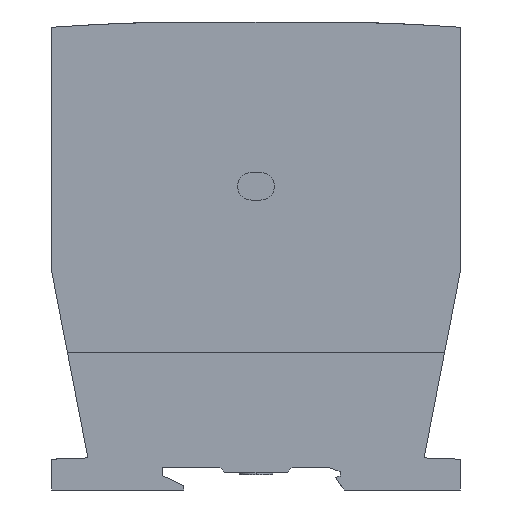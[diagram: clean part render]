
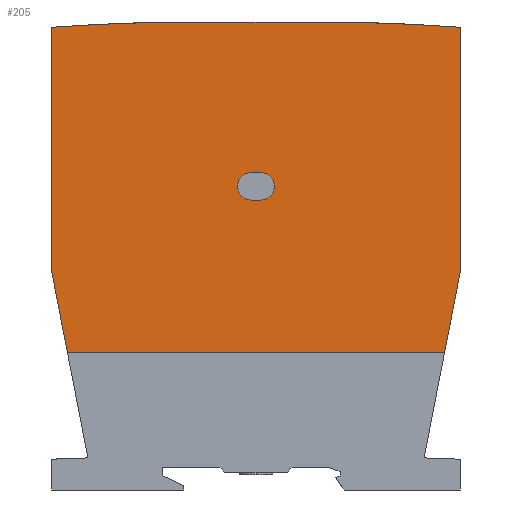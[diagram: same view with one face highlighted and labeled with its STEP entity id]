
A CAD part, left-side view. The second image highlights one B-rep face of the part: STEP entity #205.
In plain terms, the highlighted planar face has unit normal (-1, 0, 0).
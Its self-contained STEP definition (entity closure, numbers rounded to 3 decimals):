
#205 = ADVANCED_FACE( '', ( #874, #875 ), #876, .F. );
#874 = FACE_BOUND( '', #2015, .T. );
#875 = FACE_OUTER_BOUND( '', #2016, .T. );
#876 = PLANE( '', #2017 );
#2015 = EDGE_LOOP( '', ( #3928, #3929, #3930, #3931 ) );
#2016 = EDGE_LOOP( '', ( #3932, #3933, #3934, #3935, #3936, #3937, #3938, #3939 ) );
#2017 = AXIS2_PLACEMENT_3D( '', #3940, #3941, #3942 );
#3928 = ORIENTED_EDGE( '', *, *, #7662, .T. );
#3929 = ORIENTED_EDGE( '', *, *, #7671, .T. );
#3930 = ORIENTED_EDGE( '', *, *, #7668, .T. );
#3931 = ORIENTED_EDGE( '', *, *, #7665, .T. );
#3932 = ORIENTED_EDGE( '', *, *, #7672, .F. );
#3933 = ORIENTED_EDGE( '', *, *, #7673, .F. );
#3934 = ORIENTED_EDGE( '', *, *, #7674, .F. );
#3935 = ORIENTED_EDGE( '', *, *, #7675, .F. );
#3936 = ORIENTED_EDGE( '', *, *, #7497, .F. );
#3937 = ORIENTED_EDGE( '', *, *, #7500, .F. );
#3938 = ORIENTED_EDGE( '', *, *, #7676, .F. );
#3939 = ORIENTED_EDGE( '', *, *, #7677, .F. );
#3940 = CARTESIAN_POINT( '', ( -13., 0., 0. ) );
#3941 = DIRECTION( '', ( 1., 0., 0. ) );
#3942 = DIRECTION( '', ( 0., 0., -1. ) );
#7497 = EDGE_CURVE( '', #9115, #9117, #9118, .T. );
#7500 = EDGE_CURVE( '', #9120, #9115, #9122, .T. );
#7662 = EDGE_CURVE( '', #9385, #9383, #9386, .T. );
#7665 = EDGE_CURVE( '', #9390, #9385, #9391, .T. );
#7668 = EDGE_CURVE( '', #9395, #9390, #9396, .T. );
#7671 = EDGE_CURVE( '', #9383, #9395, #9399, .T. );
#7672 = EDGE_CURVE( '', #9400, #9401, #9402, .T. );
#7673 = EDGE_CURVE( '', #9403, #9400, #9404, .T. );
#7674 = EDGE_CURVE( '', #9405, #9403, #9406, .T. );
#7675 = EDGE_CURVE( '', #9117, #9405, #9407, .T. );
#7676 = EDGE_CURVE( '', #9408, #9120, #9409, .T. );
#7677 = EDGE_CURVE( '', #9401, #9408, #9410, .T. );
#9115 = VERTEX_POINT( '', #12036 );
#9117 = VERTEX_POINT( '', #12039 );
#9118 = LINE( '', #12040, #12041 );
#9120 = VERTEX_POINT( '', #12044 );
#9122 = LINE( '', #12047, #12048 );
#9383 = VERTEX_POINT( '', #12522 );
#9385 = VERTEX_POINT( '', #12525 );
#9386 = CIRCLE( '', #12526, 2.85 );
#9390 = VERTEX_POINT( '', #12532 );
#9391 = LINE( '', #12533, #12534 );
#9395 = VERTEX_POINT( '', #12539 );
#9396 = CIRCLE( '', #12540, 2.85 );
#9399 = LINE( '', #12545, #12546 );
#9400 = VERTEX_POINT( '', #12547 );
#9401 = VERTEX_POINT( '', #12548 );
#9402 = CIRCLE( '', #12549, 410. );
#9403 = VERTEX_POINT( '', #12550 );
#9404 = LINE( '', #12551, #12552 );
#9405 = VERTEX_POINT( '', #12553 );
#9406 = CIRCLE( '', #12554, 410. );
#9407 = LINE( '', #12555, #12556 );
#9408 = VERTEX_POINT( '', #12557 );
#9409 = LINE( '', #12558, #12559 );
#9410 = LINE( '', #12560, #12561 );
#12036 = CARTESIAN_POINT( '', ( -13., 39.244, 24.9 ) );
#12039 = CARTESIAN_POINT( '', ( -13., 42.5, 41.7 ) );
#12040 = CARTESIAN_POINT( '', ( -13., 39.244, 24.9 ) );
#12041 = VECTOR( '', #15739, 1. );
#12044 = CARTESIAN_POINT( '', ( -13., -39.244, 24.9 ) );
#12047 = CARTESIAN_POINT( '', ( -13., -39.244, 24.9 ) );
#12048 = VECTOR( '', #15742, 1. );
#12522 = CARTESIAN_POINT( '', ( -13., 1., 62.35 ) );
#12525 = CARTESIAN_POINT( '', ( -13., 1., 56.65 ) );
#12526 = AXIS2_PLACEMENT_3D( '', #15922, #15923, #15924 );
#12532 = CARTESIAN_POINT( '', ( -13., -1., 56.65 ) );
#12533 = CARTESIAN_POINT( '', ( -13., 0.5, 56.65 ) );
#12534 = VECTOR( '', #15927, 1. );
#12539 = CARTESIAN_POINT( '', ( -13., -1., 62.35 ) );
#12540 = AXIS2_PLACEMENT_3D( '', #15932, #15933, #15934 );
#12545 = CARTESIAN_POINT( '', ( -13., -0.5, 62.35 ) );
#12546 = VECTOR( '', #15937, 1. );
#12547 = CARTESIAN_POINT( '', ( -13., -12.5, 93.7 ) );
#12548 = CARTESIAN_POINT( '', ( -13., -42.5, 92.601 ) );
#12549 = AXIS2_PLACEMENT_3D( '', #15938, #15939, #15940 );
#12550 = CARTESIAN_POINT( '', ( -13., 12.5, 93.7 ) );
#12551 = CARTESIAN_POINT( '', ( -13., 12.5, 93.7 ) );
#12552 = VECTOR( '', #15941, 1. );
#12553 = CARTESIAN_POINT( '', ( -13., 42.5, 92.601 ) );
#12554 = AXIS2_PLACEMENT_3D( '', #15942, #15943, #15944 );
#12555 = CARTESIAN_POINT( '', ( -13., 42.5, 41.7 ) );
#12556 = VECTOR( '', #15945, 1. );
#12557 = CARTESIAN_POINT( '', ( -13., -42.5, 41.7 ) );
#12558 = CARTESIAN_POINT( '', ( -13., -42.5, 41.7 ) );
#12559 = VECTOR( '', #15946, 1. );
#12560 = CARTESIAN_POINT( '', ( -13., -42.5, 92.601 ) );
#12561 = VECTOR( '', #15947, 1. );
#15739 = DIRECTION( '', ( 0., 0.19, 0.982 ) );
#15742 = DIRECTION( '', ( 0., 1., 0. ) );
#15922 = CARTESIAN_POINT( '', ( -13., 1., 59.5 ) );
#15923 = DIRECTION( '', ( 1., 0., 0. ) );
#15924 = DIRECTION( '', ( 0., 0., -1. ) );
#15927 = DIRECTION( '', ( 0., 1., 0. ) );
#15932 = CARTESIAN_POINT( '', ( -13., -1., 59.5 ) );
#15933 = DIRECTION( '', ( 1., 0., 0. ) );
#15934 = DIRECTION( '', ( 0., 0., 1. ) );
#15937 = DIRECTION( '', ( 0., -1., 0. ) );
#15938 = CARTESIAN_POINT( '', ( -13., -12.5, -316.3 ) );
#15939 = DIRECTION( '', ( 1., 0., 0. ) );
#15940 = DIRECTION( '', ( 0., 0., 1. ) );
#15941 = DIRECTION( '', ( 0., -1., 0. ) );
#15942 = CARTESIAN_POINT( '', ( -13., 12.5, -316.3 ) );
#15943 = DIRECTION( '', ( 1., 0., 0. ) );
#15944 = DIRECTION( '', ( 0., 0.073, 0.997 ) );
#15945 = DIRECTION( '', ( 0., 0., 1. ) );
#15946 = DIRECTION( '', ( 0., 0.19, -0.982 ) );
#15947 = DIRECTION( '', ( 0., 0., -1. ) );
